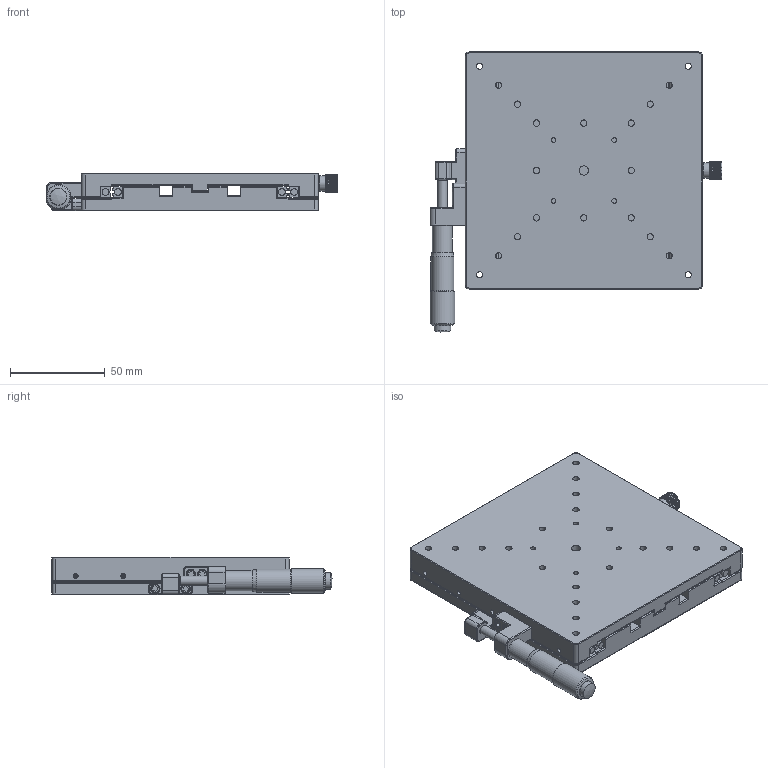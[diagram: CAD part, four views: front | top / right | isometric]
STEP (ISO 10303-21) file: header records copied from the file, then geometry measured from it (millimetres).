
FILE_DESCRIPTION (( 'STEP AP214' ), '1' );
FILE_NAME ('SPYZ125L 忒雄弇痄怢.STEP', '2021-08-05T00:36:50', ( '' ), ( '' ), 'SwSTEP 2.0', 'SolidWorks 2018', '' );
FILE_SCHEMA (( 'AUTOMOTIVE_DESIGN' ));
Length unit declared in the file: millimetre
Products named in the file (1): SPYZ125L 忒雄弇痄怢
Bounding box: 153.9 x 147.68 x 20 mm (x, y, z)
Surface area: 90807.3 mm2 (no closed solid volume)
Topology: 0 solids, 27 shells, 553 faces, 1976 edges, 1401 vertices
Faces by surface type: plane 286, cylinder 185, torus 35, bspline 27, cone 19, sphere 1
Full cylindrical faces by diameter (mm): 2.5 x12, 3 x1, 3.3 x20, 3.5 x2, 3.6 x8, 4.4 x12, 4.5 x5, 5 x6, 8 x5, 8.734 x1, 9.5 x1, 10.5 x1, 12.102 x1, 13.002 x1
Entity records: 31679 total; most frequent: CARTESIAN_POINT 9616, DIRECTION 3125, ORIENTED_EDGE 2953, EDGE_CURVE 1841, VERTEX_POINT 1361, AXIS2_PLACEMENT_3D 1065, LINE 995, VECTOR 995
